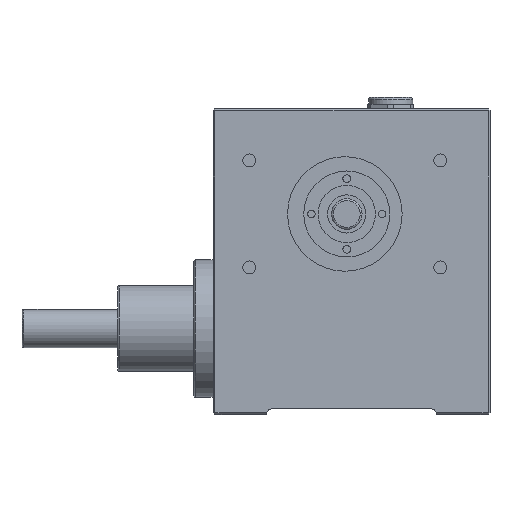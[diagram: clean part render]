
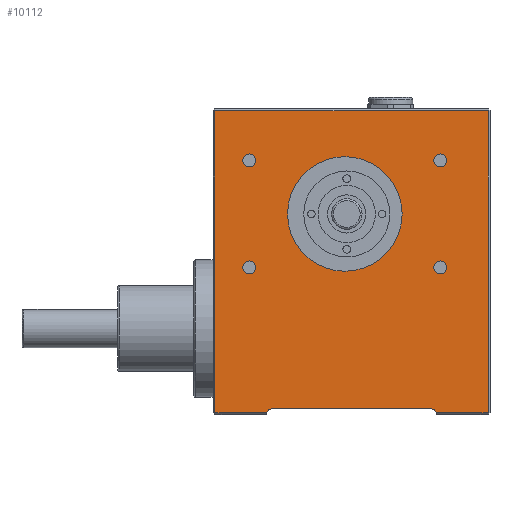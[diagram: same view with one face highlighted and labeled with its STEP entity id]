
A CAD part, left-side view. The second image highlights one B-rep face of the part: STEP entity #10112.
In plain terms, the highlighted planar face has unit normal (-1, 0, 0).
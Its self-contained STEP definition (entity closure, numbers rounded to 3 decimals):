
#307=LINE('',#13096,#978);
#311=LINE('',#13110,#982);
#313=LINE('',#13124,#984);
#314=LINE('',#13128,#985);
#315=LINE('',#13130,#986);
#316=LINE('',#13132,#987);
#978=VECTOR('',#11226,1000.);
#982=VECTOR('',#11236,1000.);
#984=VECTOR('',#11250,1000.);
#985=VECTOR('',#11253,1000.);
#986=VECTOR('',#11254,1000.);
#987=VECTOR('',#11255,1000.);
#1672=ORIENTED_EDGE('',*,*,#3596,.F.);
#1673=ORIENTED_EDGE('',*,*,#3597,.F.);
#1674=ORIENTED_EDGE('',*,*,#3598,.F.);
#1675=ORIENTED_EDGE('',*,*,#3599,.F.);
#1676=ORIENTED_EDGE('',*,*,#3600,.F.);
#1677=ORIENTED_EDGE('',*,*,#3601,.F.);
#1678=ORIENTED_EDGE('',*,*,#3602,.T.);
#1679=ORIENTED_EDGE('',*,*,#3588,.T.);
#1680=ORIENTED_EDGE('',*,*,#3603,.T.);
#1681=ORIENTED_EDGE('',*,*,#3604,.T.);
#1682=ORIENTED_EDGE('',*,*,#3605,.T.);
#1683=ORIENTED_EDGE('',*,*,#3594,.T.);
#1684=ORIENTED_EDGE('',*,*,#3606,.T.);
#3588=EDGE_CURVE('',#4550,#4551,#307,.T.);
#3594=EDGE_CURVE('',#4557,#4556,#311,.T.);
#3596=EDGE_CURVE('',#4558,#4558,#5205,.T.);
#3597=EDGE_CURVE('',#4559,#4559,#5206,.T.);
#3598=EDGE_CURVE('',#4560,#4560,#5207,.T.);
#3599=EDGE_CURVE('',#4561,#4561,#5208,.T.);
#3600=EDGE_CURVE('',#4562,#4562,#5209,.T.);
#3601=EDGE_CURVE('',#4563,#4564,#313,.T.);
#3602=EDGE_CURVE('',#4563,#4550,#5210,.T.);
#3603=EDGE_CURVE('',#4551,#4565,#314,.T.);
#3604=EDGE_CURVE('',#4565,#4566,#315,.T.);
#3605=EDGE_CURVE('',#4566,#4557,#316,.T.);
#3606=EDGE_CURVE('',#4556,#4564,#5211,.T.);
#4550=VERTEX_POINT('',#13097);
#4551=VERTEX_POINT('',#13098);
#4556=VERTEX_POINT('',#13109);
#4557=VERTEX_POINT('',#13111);
#4558=VERTEX_POINT('',#13115);
#4559=VERTEX_POINT('',#13117);
#4560=VERTEX_POINT('',#13119);
#4561=VERTEX_POINT('',#13121);
#4562=VERTEX_POINT('',#13123);
#4563=VERTEX_POINT('',#13125);
#4564=VERTEX_POINT('',#13126);
#4565=VERTEX_POINT('',#13129);
#4566=VERTEX_POINT('',#13131);
#5205=CIRCLE('',#10590,3.4);
#5206=CIRCLE('',#10591,3.4);
#5207=CIRCLE('',#10592,3.4);
#5208=CIRCLE('',#10593,3.4);
#5209=CIRCLE('',#10594,30.);
#5210=CIRCLE('',#10595,3.);
#5211=CIRCLE('',#10596,3.);
#5381=EDGE_LOOP('',(#1672));
#5382=EDGE_LOOP('',(#1673));
#5383=EDGE_LOOP('',(#1674));
#5384=EDGE_LOOP('',(#1675));
#5385=EDGE_LOOP('',(#1676));
#5386=EDGE_LOOP('',(#1677,#1678,#1679,#1680,#1681,#1682,#1683,#1684));
#5998=FACE_BOUND('',#5381,.T.);
#5999=FACE_BOUND('',#5382,.T.);
#6000=FACE_BOUND('',#5383,.T.);
#6001=FACE_BOUND('',#5384,.T.);
#6002=FACE_BOUND('',#5385,.T.);
#6003=FACE_BOUND('',#5386,.T.);
#6618=PLANE('',#10589);
#10112=ADVANCED_FACE('',(#5998,#5999,#6000,#6001,#6002,#6003),#6618,.F.);
#10589=AXIS2_PLACEMENT_3D('',#13113,#11238,#11239);
#10590=AXIS2_PLACEMENT_3D('',#13114,#11240,#11241);
#10591=AXIS2_PLACEMENT_3D('',#13116,#11242,#11243);
#10592=AXIS2_PLACEMENT_3D('',#13118,#11244,#11245);
#10593=AXIS2_PLACEMENT_3D('',#13120,#11246,#11247);
#10594=AXIS2_PLACEMENT_3D('',#13122,#11248,#11249);
#10595=AXIS2_PLACEMENT_3D('',#13127,#11251,#11252);
#10596=AXIS2_PLACEMENT_3D('',#13133,#11256,#11257);
#11226=DIRECTION('',(0.,-1.,0.));
#11236=DIRECTION('',(0.,-1.,0.));
#11238=DIRECTION('',(1.,0.,0.));
#11239=DIRECTION('',(0.,0.,-1.));
#11240=DIRECTION('',(-1.,0.,0.));
#11241=DIRECTION('',(0.,0.,1.));
#11242=DIRECTION('',(-1.,0.,0.));
#11243=DIRECTION('',(0.,0.,1.));
#11244=DIRECTION('',(-1.,0.,0.));
#11245=DIRECTION('',(0.,0.,1.));
#11246=DIRECTION('',(-1.,0.,0.));
#11247=DIRECTION('',(0.,0.,1.));
#11248=DIRECTION('',(-1.,0.,0.));
#11249=DIRECTION('',(0.,0.,1.));
#11250=DIRECTION('',(0.,1.,0.));
#11251=DIRECTION('',(1.,0.,0.));
#11252=DIRECTION('',(0.,0.,-1.));
#11253=DIRECTION('',(0.,0.,1.));
#11254=DIRECTION('',(0.,1.,0.));
#11255=DIRECTION('',(0.,0.,-1.));
#11256=DIRECTION('',(1.,0.,0.));
#11257=DIRECTION('',(0.,0.,-1.));
#13096=CARTESIAN_POINT('',(-96.,145.,-159.));
#13097=CARTESIAN_POINT('',(-96.,28.172,-159.));
#13098=CARTESIAN_POINT('',(-96.,1.,-159.));
#13109=CARTESIAN_POINT('',(-96.,116.828,-159.));
#13110=CARTESIAN_POINT('',(-96.,145.,-159.));
#13111=CARTESIAN_POINT('',(-96.,144.,-159.));
#13113=CARTESIAN_POINT('',(-96.,145.,0.));
#13114=CARTESIAN_POINT('',(-96.,26.,-83.));
#13115=CARTESIAN_POINT('',(-96.,26.,-79.6));
#13116=CARTESIAN_POINT('',(-96.,26.,-27.));
#13117=CARTESIAN_POINT('',(-96.,26.,-23.6));
#13118=CARTESIAN_POINT('',(-96.,126.,-27.));
#13119=CARTESIAN_POINT('',(-96.,126.,-23.6));
#13120=CARTESIAN_POINT('',(-96.,126.,-83.));
#13121=CARTESIAN_POINT('',(-96.,126.,-79.6));
#13122=CARTESIAN_POINT('',(-96.,76.,-55.));
#13123=CARTESIAN_POINT('',(-96.,76.,-25.));
#13124=CARTESIAN_POINT('',(-96.,145.,-157.));
#13125=CARTESIAN_POINT('',(-96.,31.,-157.));
#13126=CARTESIAN_POINT('',(-96.,114.,-157.));
#13127=CARTESIAN_POINT('',(-96.,31.,-160.));
#13128=CARTESIAN_POINT('',(-96.,1.,0.));
#13129=CARTESIAN_POINT('',(-96.,1.,-1.));
#13130=CARTESIAN_POINT('',(-96.,145.,-1.));
#13131=CARTESIAN_POINT('',(-96.,144.,-1.));
#13132=CARTESIAN_POINT('',(-96.,144.,-160.));
#13133=CARTESIAN_POINT('',(-96.,114.,-160.));
